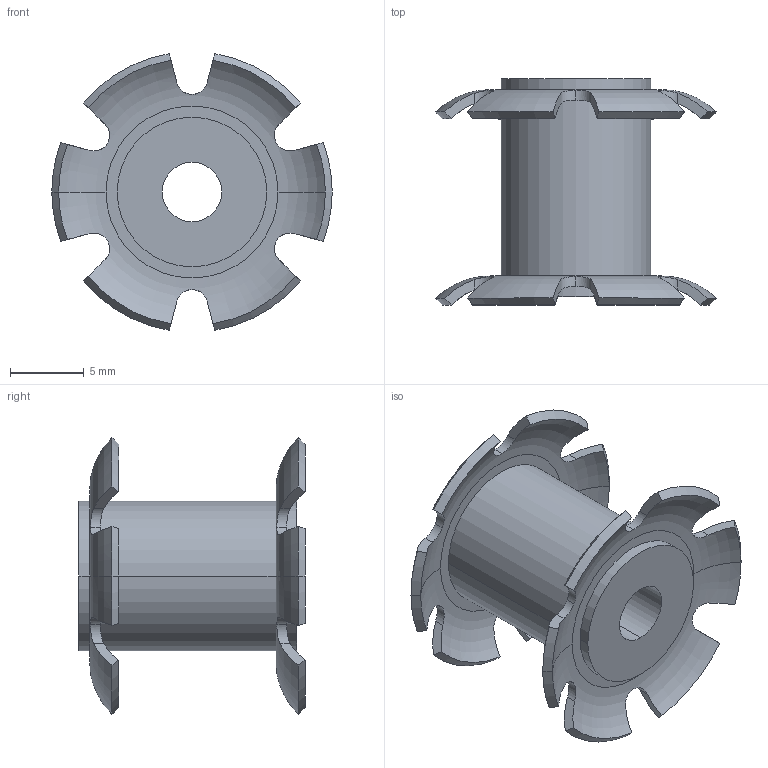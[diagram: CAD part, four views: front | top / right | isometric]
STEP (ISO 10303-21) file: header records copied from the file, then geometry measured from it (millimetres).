
FILE_DESCRIPTION (( 'STEP AP203' ), '1' );
FILE_NAME ('REV-21-2382.STEP', '2022-12-16T15:49:34', ( '' ), ( '' ), 'SwSTEP 2.0', 'SolidWorks 2022', '' );
FILE_SCHEMA (( 'CONFIG_CONTROL_DESIGN' ));
Length unit declared in the file: inch
Products named in the file (1): REV-21-2382
Bounding box: 19.05 x 15.38 x 18.79 mm (x, y, z)
Volume: 1234 mm3; surface area: 1741.8 mm2
Topology: 3 solids, 3 shells, 96 faces, 254 edges, 168 vertices
Faces by surface type: cylinder 40, plane 34, cone 14, torus 8
Entity records: 3385 total; most frequent: CARTESIAN_POINT 1071, ORIENTED_EDGE 508, DIRECTION 408, EDGE_CURVE 254, AXIS2_PLACEMENT_3D 177, VERTEX_POINT 168, B_SPLINE_CURVE_WITH_KNOTS 120, EDGE_LOOP 106
